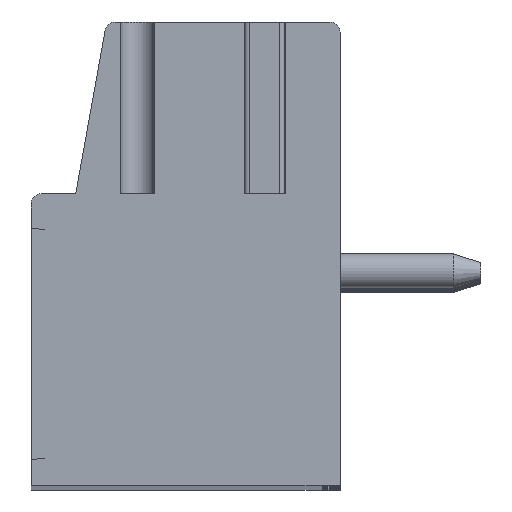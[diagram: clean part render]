
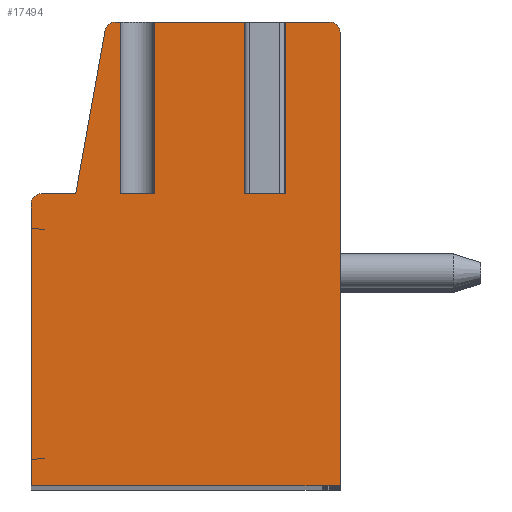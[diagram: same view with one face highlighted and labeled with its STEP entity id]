
A CAD part, top view. The second image highlights one B-rep face of the part: STEP entity #17494.
In plain terms, the highlighted planar face has unit normal (0, 0, 1).
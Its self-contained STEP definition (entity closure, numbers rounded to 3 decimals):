
#52=DIRECTION('',(1.,0.,0.));
#53=VECTOR('',#52,1.);
#54=CARTESIAN_POINT('',(-1.9,3.36,72.5));
#55=LINE('',#54,#53);
#56=DIRECTION('',(0.,1.,0.));
#57=VECTOR('',#56,5.);
#58=CARTESIAN_POINT('',(-0.9,3.36,72.5));
#59=LINE('',#58,#57);
#60=DIRECTION('',(-1.,0.,0.));
#61=VECTOR('',#60,2.8);
#62=CARTESIAN_POINT('',(1.9,8.36,72.5));
#63=LINE('',#62,#61);
#64=DIRECTION('',(0.,1.,0.));
#65=VECTOR('',#64,5.);
#66=CARTESIAN_POINT('',(1.9,3.36,72.5));
#67=LINE('',#66,#65);
#68=DIRECTION('',(1.,0.,0.));
#69=VECTOR('',#68,0.8);
#70=CARTESIAN_POINT('',(1.9,3.36,72.5));
#71=LINE('',#70,#69);
#72=DIRECTION('',(0.,1.,0.));
#73=VECTOR('',#72,5.);
#74=CARTESIAN_POINT('',(2.7,3.36,72.5));
#75=LINE('',#74,#73);
#76=DIRECTION('',(-1.,0.,0.));
#77=VECTOR('',#76,1.5);
#78=CARTESIAN_POINT('',(4.2,8.36,72.5));
#79=LINE('',#78,#77);
#80=CARTESIAN_POINT('',(4.2,8.06,72.5));
#81=DIRECTION('',(0.,0.,1.));
#82=DIRECTION('',(1.,0.,0.));
#83=AXIS2_PLACEMENT_3D('',#80,#81,#82);
#85=DIRECTION('',(0.,1.,0.));
#86=VECTOR('',#85,13.2);
#87=CARTESIAN_POINT('',(4.5,-5.14,72.5));
#88=LINE('',#87,#86);
#89=DIRECTION('',(1.,0.,0.));
#90=VECTOR('',#89,9.);
#91=CARTESIAN_POINT('',(-4.5,-5.14,72.5));
#92=LINE('',#91,#90);
#93=DIRECTION('',(0.,-1.,0.));
#94=VECTOR('',#93,8.2);
#95=CARTESIAN_POINT('',(-4.5,3.06,72.5));
#96=LINE('',#95,#94);
#97=CARTESIAN_POINT('',(-4.2,3.06,72.5));
#98=DIRECTION('',(0.,0.,1.));
#99=DIRECTION('',(0.,1.,0.));
#100=AXIS2_PLACEMENT_3D('',#97,#98,#99);
#102=DIRECTION('',(-1.,0.,0.));
#103=VECTOR('',#102,1.);
#104=CARTESIAN_POINT('',(-3.2,3.36,72.5));
#105=LINE('',#104,#103);
#106=DIRECTION('',(-0.177,-0.984,0.));
#107=VECTOR('',#106,4.829);
#108=CARTESIAN_POINT('',(-2.345,8.113,72.5));
#109=LINE('',#108,#107);
#110=CARTESIAN_POINT('',(-2.05,8.06,72.5));
#111=DIRECTION('',(0.,0.,1.));
#112=DIRECTION('',(0.,1.,0.));
#113=AXIS2_PLACEMENT_3D('',#110,#111,#112);
#115=DIRECTION('',(-1.,0.,0.));
#116=VECTOR('',#115,0.15);
#117=CARTESIAN_POINT('',(-1.9,8.36,72.5));
#118=LINE('',#117,#116);
#119=DIRECTION('',(0.,1.,0.));
#120=VECTOR('',#119,5.);
#121=CARTESIAN_POINT('',(-1.9,3.36,72.5));
#122=LINE('',#121,#120);
#13568=CARTESIAN_POINT('',(4.5,-5.14,72.5));
#13569=CARTESIAN_POINT('',(4.5,8.06,72.5));
#13570=VERTEX_POINT('',#13568);
#13571=VERTEX_POINT('',#13569);
#13572=CARTESIAN_POINT('',(4.2,8.36,72.5));
#13573=VERTEX_POINT('',#13572);
#13574=CARTESIAN_POINT('',(-2.05,8.36,72.5));
#13575=CARTESIAN_POINT('',(-2.345,8.113,72.5));
#13576=VERTEX_POINT('',#13574);
#13577=VERTEX_POINT('',#13575);
#13578=CARTESIAN_POINT('',(-3.2,3.36,72.5));
#13579=VERTEX_POINT('',#13578);
#13580=CARTESIAN_POINT('',(-4.2,3.36,72.5));
#13581=VERTEX_POINT('',#13580);
#13582=CARTESIAN_POINT('',(-4.5,3.06,72.5));
#13583=VERTEX_POINT('',#13582);
#13584=CARTESIAN_POINT('',(-4.5,-5.14,72.5));
#13585=VERTEX_POINT('',#13584);
#13873=CARTESIAN_POINT('',(1.9,3.36,72.5));
#13874=CARTESIAN_POINT('',(2.7,3.36,72.5));
#13875=VERTEX_POINT('',#13873);
#13876=VERTEX_POINT('',#13874);
#13877=CARTESIAN_POINT('',(2.7,8.36,72.5));
#13878=VERTEX_POINT('',#13877);
#13879=CARTESIAN_POINT('',(1.9,8.36,72.5));
#13880=VERTEX_POINT('',#13879);
#13901=CARTESIAN_POINT('',(-1.9,3.36,72.5));
#13902=CARTESIAN_POINT('',(-0.9,3.36,72.5));
#13903=VERTEX_POINT('',#13901);
#13904=VERTEX_POINT('',#13902);
#13905=CARTESIAN_POINT('',(-0.9,8.36,72.5));
#13906=VERTEX_POINT('',#13905);
#13907=CARTESIAN_POINT('',(-1.9,8.36,72.5));
#13908=VERTEX_POINT('',#13907);
#17453=CARTESIAN_POINT('',(0.,0.,72.5));
#17454=DIRECTION('',(0.,0.,1.));
#17455=DIRECTION('',(1.,0.,0.));
#17456=AXIS2_PLACEMENT_3D('',#17453,#17454,#17455);
#17457=PLANE('',#17456);
#17459=ORIENTED_EDGE('',*,*,#17458,.T.);
#17461=ORIENTED_EDGE('',*,*,#17460,.T.);
#17463=ORIENTED_EDGE('',*,*,#17462,.F.);
#17465=ORIENTED_EDGE('',*,*,#17464,.F.);
#17467=ORIENTED_EDGE('',*,*,#17466,.T.);
#17469=ORIENTED_EDGE('',*,*,#17468,.T.);
#17471=ORIENTED_EDGE('',*,*,#17470,.F.);
#17473=ORIENTED_EDGE('',*,*,#17472,.F.);
#17475=ORIENTED_EDGE('',*,*,#17474,.F.);
#17477=ORIENTED_EDGE('',*,*,#17476,.F.);
#17479=ORIENTED_EDGE('',*,*,#17478,.F.);
#17481=ORIENTED_EDGE('',*,*,#17480,.F.);
#17483=ORIENTED_EDGE('',*,*,#17482,.F.);
#17485=ORIENTED_EDGE('',*,*,#17484,.F.);
#17487=ORIENTED_EDGE('',*,*,#17486,.F.);
#17489=ORIENTED_EDGE('',*,*,#17488,.F.);
#17491=ORIENTED_EDGE('',*,*,#17490,.F.);
#17492=EDGE_LOOP('',(#17459,#17461,#17463,#17465,#17467,#17469,#17471,#17473,
#17475,#17477,#17479,#17481,#17483,#17485,#17487,#17489,#17491));
#17493=FACE_OUTER_BOUND('',#17492,.F.);
#84=CIRCLE('',#83,0.3);
#101=CIRCLE('',#100,0.3);
#114=CIRCLE('',#113,0.3);
#17458=EDGE_CURVE('',#13903,#13904,#55,.T.);
#17460=EDGE_CURVE('',#13904,#13906,#59,.T.);
#17462=EDGE_CURVE('',#13880,#13906,#63,.T.);
#17464=EDGE_CURVE('',#13875,#13880,#67,.T.);
#17466=EDGE_CURVE('',#13875,#13876,#71,.T.);
#17468=EDGE_CURVE('',#13876,#13878,#75,.T.);
#17470=EDGE_CURVE('',#13573,#13878,#79,.T.);
#17472=EDGE_CURVE('',#13571,#13573,#84,.T.);
#17474=EDGE_CURVE('',#13570,#13571,#88,.T.);
#17476=EDGE_CURVE('',#13585,#13570,#92,.T.);
#17478=EDGE_CURVE('',#13583,#13585,#96,.T.);
#17480=EDGE_CURVE('',#13581,#13583,#101,.T.);
#17482=EDGE_CURVE('',#13579,#13581,#105,.T.);
#17484=EDGE_CURVE('',#13577,#13579,#109,.T.);
#17486=EDGE_CURVE('',#13576,#13577,#114,.T.);
#17488=EDGE_CURVE('',#13908,#13576,#118,.T.);
#17490=EDGE_CURVE('',#13903,#13908,#122,.T.);
#17494=ADVANCED_FACE('',(#17493),#17457,.T.);
